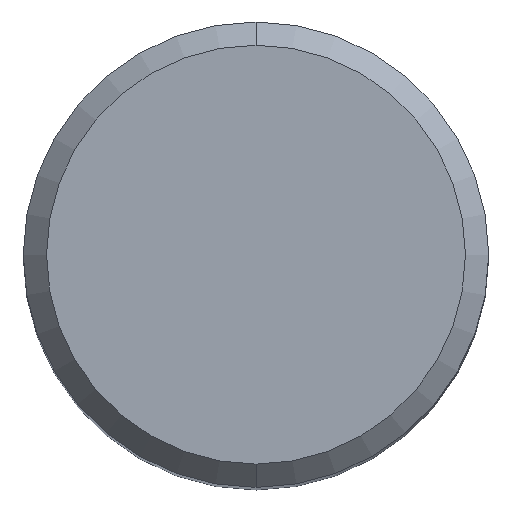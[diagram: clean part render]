
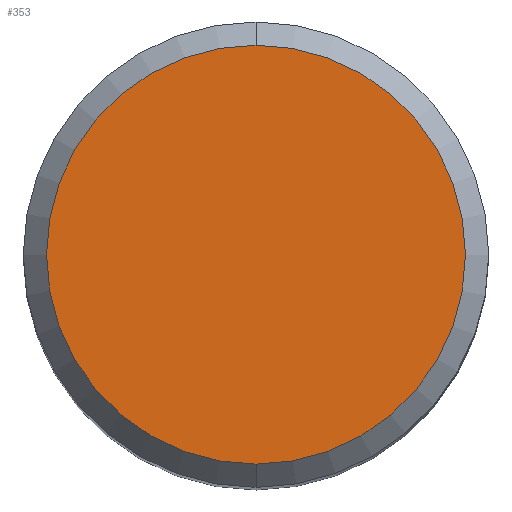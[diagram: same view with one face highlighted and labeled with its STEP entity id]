
A CAD part, top view. The second image highlights one B-rep face of the part: STEP entity #353.
In plain terms, the highlighted planar face has unit normal (0, 0, 1).
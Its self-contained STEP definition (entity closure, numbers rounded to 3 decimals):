
#177=EDGE_CURVE('',#201,#309,#469,.T.);
#201=VERTEX_POINT('',#496);
#265=EDGE_CURVE('',#309,#201,#564,.T.);
#309=VERTEX_POINT('',#611);
#353=ADVANCED_FACE('',(#661),#662,.T.);
#469=CIRCLE('',#781,9.0);
#496=CARTESIAN_POINT('',(0.0,9.0,63.134));
#564=CIRCLE('',#998,9.0);
#611=CARTESIAN_POINT('',(0.,-9.0,63.134));
#661=FACE_OUTER_BOUND('',#1226,.T.);
#662=PLANE('',#1227);
#781=AXIS2_PLACEMENT_3D('',#1429,#1430,#1431);
#998=AXIS2_PLACEMENT_3D('',#1511,#1512,#1513);
#1226=EDGE_LOOP('',(#1637,#1638));
#1227=AXIS2_PLACEMENT_3D('',#1639,#1640,#1641);
#1429=CARTESIAN_POINT('',(0.0,0.0,63.134));
#1430=DIRECTION('',(0.0,0.0,-1.0));
#1431=DIRECTION('',(0.0,1.0,0.0));
#1511=CARTESIAN_POINT('',(0.0,0.0,63.134));
#1512=DIRECTION('',(0.0,0.0,-1.0));
#1513=DIRECTION('',(0.0,1.0,0.0));
#1637=ORIENTED_EDGE('',*,*,#177,.F.);
#1638=ORIENTED_EDGE('',*,*,#265,.F.);
#1639=CARTESIAN_POINT('',(0.0,4.5,63.134));
#1640=DIRECTION('',(-0.0,0.0,1.0));
#1641=DIRECTION('',(0.0,-1.0,0.0));
